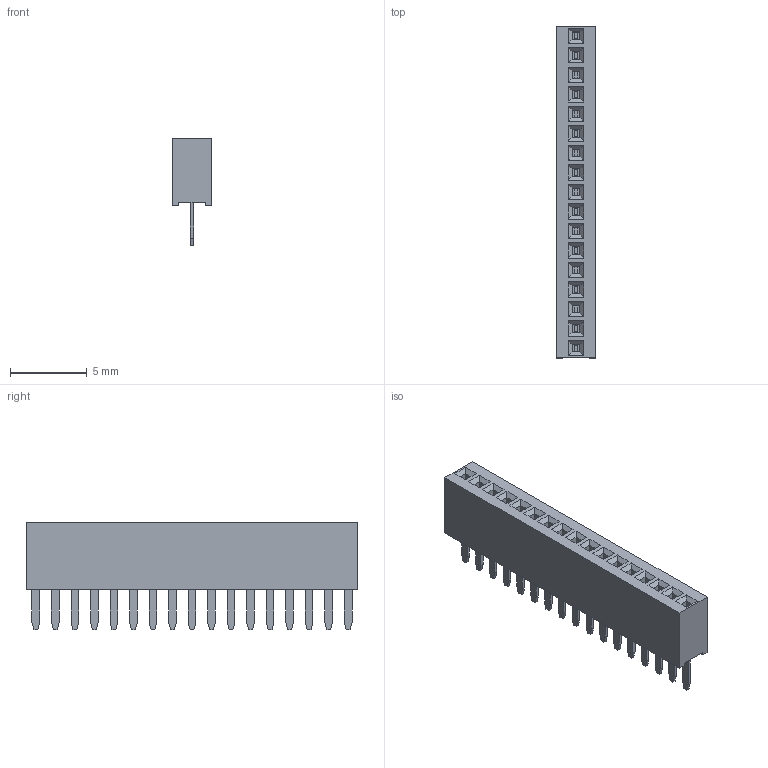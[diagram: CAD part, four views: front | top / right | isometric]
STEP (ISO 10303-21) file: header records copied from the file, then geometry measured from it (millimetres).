
FILE_DESCRIPTION(/* description */ ('model of PinSocket_1x17_P1.27mm_Vertical'),/* implementation_level */ '2;1');
FILE_NAME(/* name */ 'PinSocket_1x17_P1.27mm_Vertical.step',/* time_stamp */ '1970-01-01T00:00:00',/* author */ ('KiCAD','kicad'),/* organization */ ('OCCT'),/* preprocessor_version */ '',/* originating_system */ 'KiCAD',/* authorisation */ '');
FILE_SCHEMA(('AUTOMOTIVE_DESIGN { 1 0 10303 214 1 1 1 1 }'));
Length unit declared in the file: millimetre
Products named in the file (1): PinSocket_1x17_P1.27mm_Vertical
Bounding box: 2.54 x 21.59 x 7 mm (x, y, z)
Volume: 222.8 mm3; surface area: 524.5 mm2
Topology: 1 solids, 1 shells, 452 faces, 1180 edges, 764 vertices
Faces by surface type: plane 452
Entity records: 8800 total; most frequent: ORIENTED_EDGE 1804, EDGE_CURVE 1180, LINE 1110, CARTESIAN_POINT 1091, VERTEX_POINT 764, FACE_BOUND 486, EDGE_LOOP 486, ADVANCED_FACE 452
